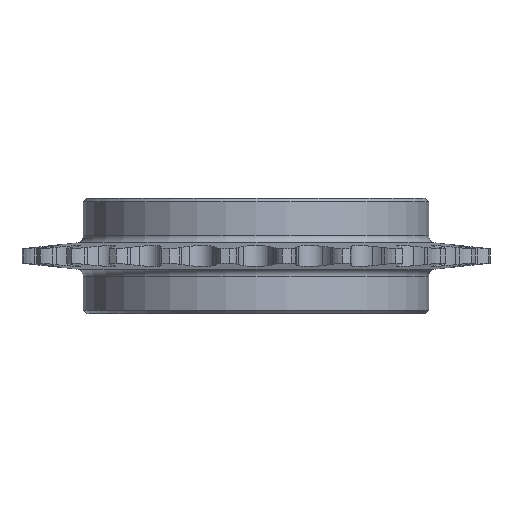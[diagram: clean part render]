
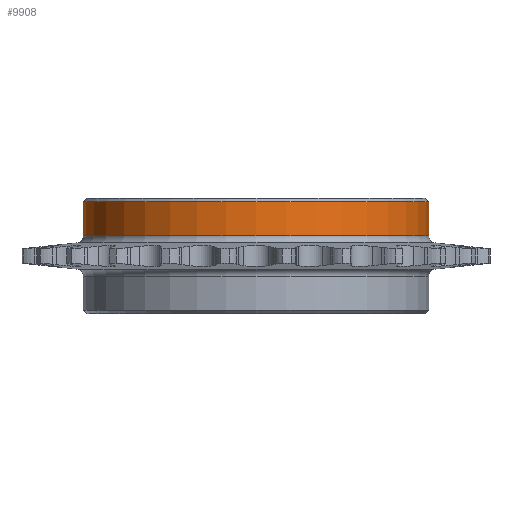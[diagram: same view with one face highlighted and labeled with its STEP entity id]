
A CAD part, front view. The second image highlights one B-rep face of the part: STEP entity #9908.
In plain terms, the highlighted cylindrical face has radius 19.05 mm (diameter 38.1 mm), a partial arc.
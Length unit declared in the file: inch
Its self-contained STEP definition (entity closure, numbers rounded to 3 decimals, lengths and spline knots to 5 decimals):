
#161 = ORIENTED_EDGE ( 'NONE', *, *, #3349, .F. ) ;
#442 = EDGE_CURVE ( 'NONE', #9528, #4895, #9606, .T. ) ;
#780 = FACE_OUTER_BOUND ( 'NONE', #8101, .T. ) ;
#983 = CARTESIAN_POINT ( 'NONE',  ( -0.75, 0., 0.25 ) ) ;
#1215 = CARTESIAN_POINT ( 'NONE',  ( 0.75, 0., 0.235 ) ) ;
#2519 = DIRECTION ( 'NONE',  ( 0., 0., -1. ) ) ;
#2561 = VECTOR ( 'NONE', #8096, 39.37008 ) ;
#2788 = CARTESIAN_POINT ( 'NONE',  ( 0.75, 0., 0.25 ) ) ;
#2834 = CARTESIAN_POINT ( 'NONE',  ( -0.75, 0., 0.08782 ) ) ;
#2894 = CARTESIAN_POINT ( 'NONE',  ( 0., 0., 0.235 ) ) ;
#3041 = VERTEX_POINT ( 'NONE', #2834 ) ;
#3349 = EDGE_CURVE ( 'NONE', #7671, #3041, #9779, .T. ) ;
#3675 = AXIS2_PLACEMENT_3D ( 'NONE', #2894, #6854, #6147 ) ;
#3772 = CARTESIAN_POINT ( 'NONE',  ( 0., 0., 0.08782 ) ) ;
#3805 = AXIS2_PLACEMENT_3D ( 'NONE', #4585, #3931, #9349 ) ;
#3931 = DIRECTION ( 'NONE',  ( 0., 0., -1. ) ) ;
#4585 = CARTESIAN_POINT ( 'NONE',  ( 0., 0., 0.25 ) ) ;
#4895 = VERTEX_POINT ( 'NONE', #9720 ) ;
#5181 = CARTESIAN_POINT ( 'NONE',  ( 0.75, 0., 0.08782 ) ) ;
#5365 = DIRECTION ( 'NONE',  ( -1., 0., 0. ) ) ;
#5445 = AXIS2_PLACEMENT_3D ( 'NONE', #3772, #6972, #5365 ) ;
#6147 = DIRECTION ( 'NONE',  ( 1., 0., 0. ) ) ;
#6854 = DIRECTION ( 'NONE',  ( 0., 0., -1. ) ) ;
#6943 = CYLINDRICAL_SURFACE ( 'NONE', #3805, 0.75 ) ;
#6972 = DIRECTION ( 'NONE',  ( 0., 0., -1. ) ) ;
#7180 = EDGE_CURVE ( 'NONE', #9528, #7671, #7905, .T. ) ;
#7424 = ORIENTED_EDGE ( 'NONE', *, *, #7180, .F. ) ;
#7565 = ORIENTED_EDGE ( 'NONE', *, *, #442, .T. ) ;
#7671 = VERTEX_POINT ( 'NONE', #5181 ) ;
#7905 = LINE ( 'NONE', #2788, #2561 ) ;
#8096 = DIRECTION ( 'NONE',  ( 0., 0., -1. ) ) ;
#8101 = EDGE_LOOP ( 'NONE', ( #7424, #7565, #9009, #161 ) ) ;
#8990 = EDGE_CURVE ( 'NONE', #4895, #3041, #9398, .T. ) ;
#9009 = ORIENTED_EDGE ( 'NONE', *, *, #8990, .T. ) ;
#9228 = VECTOR ( 'NONE', #2519, 39.37008 ) ;
#9349 = DIRECTION ( 'NONE',  ( -1., 0., 0. ) ) ;
#9398 = LINE ( 'NONE', #983, #9228 ) ;
#9528 = VERTEX_POINT ( 'NONE', #1215 ) ;
#9606 = CIRCLE ( 'NONE', #3675, 0.75 ) ;
#9720 = CARTESIAN_POINT ( 'NONE',  ( -0.75, 0., 0.235 ) ) ;
#9779 = CIRCLE ( 'NONE', #5445, 0.75 ) ;
#9908 = ADVANCED_FACE ( 'NONE', ( #780 ), #6943, .T. ) ;
